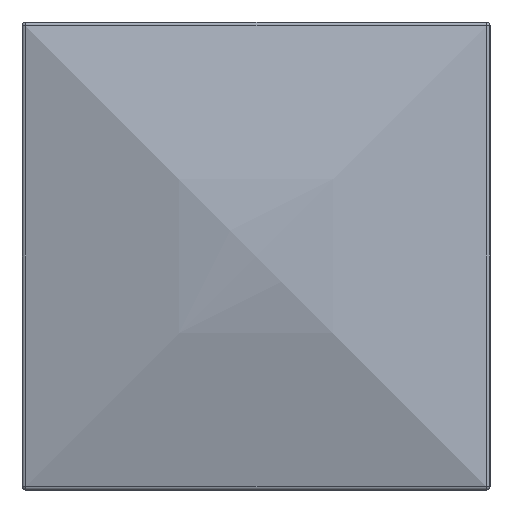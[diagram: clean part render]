
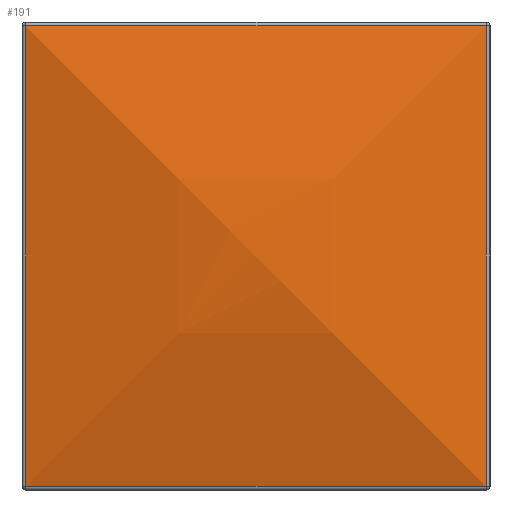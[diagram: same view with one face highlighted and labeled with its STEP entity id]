
A CAD part, left-side view. The second image highlights one B-rep face of the part: STEP entity #191.
In plain terms, the highlighted free-form (B-spline) face has degree [3, 3] with [4, 4] control points.
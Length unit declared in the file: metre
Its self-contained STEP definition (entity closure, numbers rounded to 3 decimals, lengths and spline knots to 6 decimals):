
#191=ADVANCED_FACE('0:163',(#376),#377,.F.);
#376=FACE_OUTER_BOUND('',#579,.T.);
#377=B_SPLINE_SURFACE_WITH_KNOTS('',3,3,((#580,#581,#582,#583),(#584,#585,#586,#587),(#588,#589,#590,#591),(#592,#593,#594,#595)),.UNSPECIFIED.,.F.,.F.,.F.,(4,4),(4,4),(0.003517,0.996483),(0.003517,0.996483),.UNSPECIFIED.);
#579=EDGE_LOOP('',(#1070,#1071,#1072,#1073));
#580=CARTESIAN_POINT('',(-0.0016,0.000807,-0.000007));
#581=CARTESIAN_POINT('',(-0.001603,0.000269,-0.000007));
#582=CARTESIAN_POINT('',(-0.001603,-0.000269,-0.000007));
#583=CARTESIAN_POINT('',(-0.0016,-0.000807,-0.000007));
#584=CARTESIAN_POINT('',(-0.001603,0.000807,0.000531));
#585=CARTESIAN_POINT('',(-0.001865,0.000269,0.000531));
#586=CARTESIAN_POINT('',(-0.001865,-0.000269,0.000531));
#587=CARTESIAN_POINT('',(-0.001603,-0.000807,0.000531));
#588=CARTESIAN_POINT('',(-0.001603,0.000807,0.001069));
#589=CARTESIAN_POINT('',(-0.001865,0.000269,0.001069));
#590=CARTESIAN_POINT('',(-0.001865,-0.000269,0.001069));
#591=CARTESIAN_POINT('',(-0.001603,-0.000807,0.001069));
#592=CARTESIAN_POINT('',(-0.0016,0.000807,0.001607));
#593=CARTESIAN_POINT('',(-0.001603,0.000269,0.001607));
#594=CARTESIAN_POINT('',(-0.001603,-0.000269,0.001607));
#595=CARTESIAN_POINT('',(-0.0016,-0.000807,0.001607));
#1070=ORIENTED_EDGE('',*,*,#1466,.T.);
#1071=ORIENTED_EDGE('',*,*,#1467,.T.);
#1072=ORIENTED_EDGE('',*,*,#1468,.T.);
#1073=ORIENTED_EDGE('',*,*,#1469,.T.);
#1466=EDGE_CURVE('0:277',#1683,#1684,#1685,.T.);
#1467=EDGE_CURVE('0:280',#1684,#1686,#1687,.T.);
#1468=EDGE_CURVE('0:283',#1686,#1688,#1689,.T.);
#1469=EDGE_CURVE('0:286',#1688,#1683,#1690,.T.);
#1683=VERTEX_POINT('NONE',#2008);
#1684=VERTEX_POINT('NONE',#2009);
#1685=B_SPLINE_CURVE_WITH_KNOTS('',3,(#2010,#2011,#2012,#2013,#2014,#2015,#2016,#2017,#2018,#2019,#2020,#2021,#2022),.UNSPECIFIED.,.F.,.F.,(4,3,3,3,4),(0.0,0.000256,0.0008,0.001344,0.0016),.UNSPECIFIED.);
#1686=VERTEX_POINT('NONE',#2023);
#1687=B_SPLINE_CURVE_WITH_KNOTS('',3,(#2024,#2025,#2026,#2027,#2028,#2029,#2030,#2031,#2032,#2033,#2034,#2035,#2036),.UNSPECIFIED.,.F.,.F.,(4,3,3,3,4),(0.0,0.000256,0.0008,0.001344,0.0016),.UNSPECIFIED.);
#1688=VERTEX_POINT('NONE',#2037);
#1689=B_SPLINE_CURVE_WITH_KNOTS('',3,(#2038,#2039,#2040,#2041,#2042,#2043,#2044,#2045,#2046,#2047,#2048,#2049,#2050),.UNSPECIFIED.,.F.,.F.,(4,3,3,3,4),(0.0,0.000256,0.0008,0.001344,0.0016),.UNSPECIFIED.);
#1690=B_SPLINE_CURVE_WITH_KNOTS('',3,(#2051,#2052,#2053,#2054,#2055,#2056,#2057,#2058,#2059,#2060,#2061,#2062,#2063),.UNSPECIFIED.,.F.,.F.,(4,3,3,3,4),(0.0,0.000256,0.0008,0.001344,0.0016),.UNSPECIFIED.);
#2008=CARTESIAN_POINT('',(-0.0016,0.0008,0.0016));
#2009=CARTESIAN_POINT('',(-0.0016,0.0008,0.));
#2010=CARTESIAN_POINT('',(-0.0016,0.0008,0.0016));
#2011=CARTESIAN_POINT('',(-0.001601,0.000801,0.001515));
#2012=CARTESIAN_POINT('',(-0.001602,0.000802,0.001429));
#2013=CARTESIAN_POINT('',(-0.001602,0.000802,0.001344));
#2014=CARTESIAN_POINT('',(-0.001603,0.000804,0.001163));
#2015=CARTESIAN_POINT('',(-0.001603,0.000804,0.000981));
#2016=CARTESIAN_POINT('',(-0.001603,0.000804,0.0008));
#2017=CARTESIAN_POINT('',(-0.001603,0.000804,0.000619));
#2018=CARTESIAN_POINT('',(-0.001603,0.000804,0.000437));
#2019=CARTESIAN_POINT('',(-0.001602,0.000802,0.000256));
#2020=CARTESIAN_POINT('',(-0.001602,0.000802,0.000171));
#2021=CARTESIAN_POINT('',(-0.001601,0.000801,0.000085));
#2022=CARTESIAN_POINT('',(-0.0016,0.0008,0.));
#2023=CARTESIAN_POINT('',(-0.0016,-0.0008,0.));
#2024=CARTESIAN_POINT('',(-0.0016,0.0008,0.));
#2025=CARTESIAN_POINT('',(-0.001601,0.000715,-0.000001));
#2026=CARTESIAN_POINT('',(-0.001602,0.000629,-0.000002));
#2027=CARTESIAN_POINT('',(-0.001602,0.000544,-0.000002));
#2028=CARTESIAN_POINT('',(-0.001603,0.000363,-0.000004));
#2029=CARTESIAN_POINT('',(-0.001603,0.000181,-0.000004));
#2030=CARTESIAN_POINT('',(-0.001603,0.,-0.000004));
#2031=CARTESIAN_POINT('',(-0.001603,-0.000181,-0.000004));
#2032=CARTESIAN_POINT('',(-0.001603,-0.000363,-0.000004));
#2033=CARTESIAN_POINT('',(-0.001602,-0.000544,-0.000002));
#2034=CARTESIAN_POINT('',(-0.001602,-0.000629,-0.000002));
#2035=CARTESIAN_POINT('',(-0.001601,-0.000715,-0.000001));
#2036=CARTESIAN_POINT('',(-0.0016,-0.0008,0.));
#2037=CARTESIAN_POINT('',(-0.0016,-0.0008,0.0016));
#2038=CARTESIAN_POINT('',(-0.0016,-0.0008,0.));
#2039=CARTESIAN_POINT('',(-0.001601,-0.000801,0.000085));
#2040=CARTESIAN_POINT('',(-0.001602,-0.000802,0.000171));
#2041=CARTESIAN_POINT('',(-0.001602,-0.000802,0.000256));
#2042=CARTESIAN_POINT('',(-0.001603,-0.000804,0.000437));
#2043=CARTESIAN_POINT('',(-0.001603,-0.000804,0.000619));
#2044=CARTESIAN_POINT('',(-0.001603,-0.000804,0.0008));
#2045=CARTESIAN_POINT('',(-0.001603,-0.000804,0.000981));
#2046=CARTESIAN_POINT('',(-0.001603,-0.000804,0.001163));
#2047=CARTESIAN_POINT('',(-0.001602,-0.000802,0.001344));
#2048=CARTESIAN_POINT('',(-0.001602,-0.000802,0.001429));
#2049=CARTESIAN_POINT('',(-0.001601,-0.000801,0.001515));
#2050=CARTESIAN_POINT('',(-0.0016,-0.0008,0.0016));
#2051=CARTESIAN_POINT('',(-0.0016,-0.0008,0.0016));
#2052=CARTESIAN_POINT('',(-0.001601,-0.000715,0.001601));
#2053=CARTESIAN_POINT('',(-0.001602,-0.000629,0.001602));
#2054=CARTESIAN_POINT('',(-0.001602,-0.000544,0.001602));
#2055=CARTESIAN_POINT('',(-0.001603,-0.000363,0.001604));
#2056=CARTESIAN_POINT('',(-0.001603,-0.000181,0.001604));
#2057=CARTESIAN_POINT('',(-0.001603,0.,0.001604));
#2058=CARTESIAN_POINT('',(-0.001603,0.000181,0.001604));
#2059=CARTESIAN_POINT('',(-0.001603,0.000363,0.001604));
#2060=CARTESIAN_POINT('',(-0.001602,0.000544,0.001602));
#2061=CARTESIAN_POINT('',(-0.001602,0.000629,0.001602));
#2062=CARTESIAN_POINT('',(-0.001601,0.000715,0.001601));
#2063=CARTESIAN_POINT('',(-0.0016,0.0008,0.0016));
